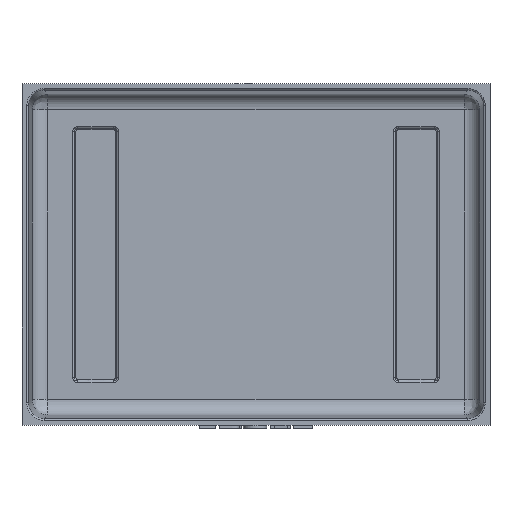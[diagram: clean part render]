
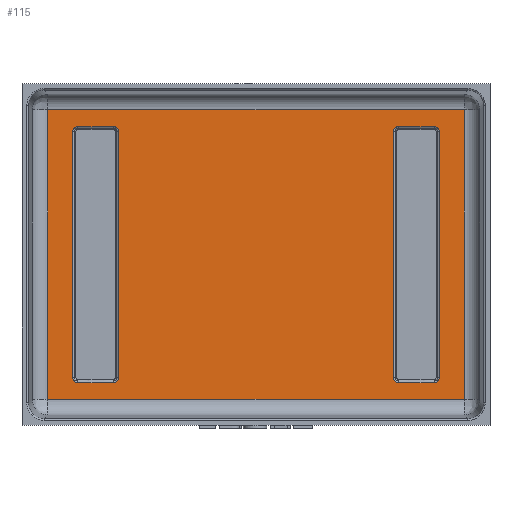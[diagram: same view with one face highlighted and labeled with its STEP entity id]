
A CAD part, top view. The second image highlights one B-rep face of the part: STEP entity #115.
In plain terms, the highlighted planar face has unit normal (0, 0, 1).
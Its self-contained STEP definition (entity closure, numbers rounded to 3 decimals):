
#115 = ADVANCED_FACE( '', ( #306, #307, #308 ), #309, .F. );
#306 = FACE_OUTER_BOUND( '', #1308, .T. );
#307 = FACE_BOUND( '', #1309, .T. );
#308 = FACE_BOUND( '', #1310, .T. );
#309 = PLANE( '', #1311 );
#1308 = EDGE_LOOP( '', ( #1998, #1999, #2000, #2001 ) );
#1309 = EDGE_LOOP( '', ( #2002, #2003, #2004, #2005, #2006, #2007, #2008, #2009 ) );
#1310 = EDGE_LOOP( '', ( #2010, #2011, #2012, #2013, #2014, #2015, #2016, #2017 ) );
#1311 = AXIS2_PLACEMENT_3D( '', #2018, #2019, #2020 );
#1998 = ORIENTED_EDGE( '', *, *, #2525, .F. );
#1999 = ORIENTED_EDGE( '', *, *, #2526, .F. );
#2000 = ORIENTED_EDGE( '', *, *, #2527, .F. );
#2001 = ORIENTED_EDGE( '', *, *, #2528, .F. );
#2002 = ORIENTED_EDGE( '', *, *, #2524, .F. );
#2003 = ORIENTED_EDGE( '', *, *, #2522, .F. );
#2004 = ORIENTED_EDGE( '', *, *, #2520, .F. );
#2005 = ORIENTED_EDGE( '', *, *, #2518, .F. );
#2006 = ORIENTED_EDGE( '', *, *, #2516, .F. );
#2007 = ORIENTED_EDGE( '', *, *, #2514, .F. );
#2008 = ORIENTED_EDGE( '', *, *, #2512, .F. );
#2009 = ORIENTED_EDGE( '', *, *, #2510, .F. );
#2010 = ORIENTED_EDGE( '', *, *, #2508, .F. );
#2011 = ORIENTED_EDGE( '', *, *, #2506, .F. );
#2012 = ORIENTED_EDGE( '', *, *, #2504, .F. );
#2013 = ORIENTED_EDGE( '', *, *, #2435, .F. );
#2014 = ORIENTED_EDGE( '', *, *, #2433, .F. );
#2015 = ORIENTED_EDGE( '', *, *, #2445, .F. );
#2016 = ORIENTED_EDGE( '', *, *, #2443, .F. );
#2017 = ORIENTED_EDGE( '', *, *, #2503, .F. );
#2018 = CARTESIAN_POINT( '', ( 210.046, -146.546, -92.971 ) );
#2019 = DIRECTION( '', ( 0., 0., -1. ) );
#2020 = DIRECTION( '', ( -1., 0., 0. ) );
#2433 = EDGE_CURVE( '', #2781, #2783, #2784, .T. );
#2435 = EDGE_CURVE( '', #2783, #2786, #2787, .T. );
#2443 = EDGE_CURVE( '', #2797, #2799, #2800, .T. );
#2445 = EDGE_CURVE( '', #2799, #2781, #2802, .T. );
#2503 = EDGE_CURVE( '', #2890, #2797, #2892, .T. );
#2504 = EDGE_CURVE( '', #2786, #2893, #2894, .T. );
#2506 = EDGE_CURVE( '', #2893, #2896, #2897, .T. );
#2508 = EDGE_CURVE( '', #2896, #2890, #2899, .T. );
#2510 = EDGE_CURVE( '', #2900, #2902, #2903, .T. );
#2512 = EDGE_CURVE( '', #2902, #2905, #2906, .T. );
#2514 = EDGE_CURVE( '', #2905, #2908, #2909, .T. );
#2516 = EDGE_CURVE( '', #2908, #2911, #2912, .T. );
#2518 = EDGE_CURVE( '', #2911, #2914, #2915, .T. );
#2520 = EDGE_CURVE( '', #2914, #2917, #2918, .T. );
#2522 = EDGE_CURVE( '', #2917, #2920, #2921, .T. );
#2524 = EDGE_CURVE( '', #2920, #2900, #2923, .T. );
#2525 = EDGE_CURVE( '', #2924, #2925, #2926, .T. );
#2526 = EDGE_CURVE( '', #2927, #2924, #2928, .T. );
#2527 = EDGE_CURVE( '', #2929, #2927, #2930, .T. );
#2528 = EDGE_CURVE( '', #2925, #2929, #2931, .T. );
#2781 = VERTEX_POINT( '', #3659 );
#2783 = VERTEX_POINT( '', #3661 );
#2784 = CIRCLE( '', #3662, 4.763 );
#2786 = VERTEX_POINT( '', #3664 );
#2787 = LINE( '', #3665, #3666 );
#2797 = VERTEX_POINT( '', #3683 );
#2799 = VERTEX_POINT( '', #3685 );
#2800 = CIRCLE( '', #3686, 4.763 );
#2802 = LINE( '', #3688, #3689 );
#2890 = VERTEX_POINT( '', #3943 );
#2892 = LINE( '', #3945, #3946 );
#2893 = VERTEX_POINT( '', #3947 );
#2894 = CIRCLE( '', #3948, 4.762 );
#2896 = VERTEX_POINT( '', #3950 );
#2897 = LINE( '', #3951, #3952 );
#2899 = CIRCLE( '', #3954, 4.763 );
#2900 = VERTEX_POINT( '', #3955 );
#2902 = VERTEX_POINT( '', #3957 );
#2903 = LINE( '', #3958, #3959 );
#2905 = VERTEX_POINT( '', #3961 );
#2906 = CIRCLE( '', #3962, 4.762 );
#2908 = VERTEX_POINT( '', #3964 );
#2909 = LINE( '', #3965, #3966 );
#2911 = VERTEX_POINT( '', #3968 );
#2912 = CIRCLE( '', #3969, 4.763 );
#2914 = VERTEX_POINT( '', #3971 );
#2915 = LINE( '', #3972, #3973 );
#2917 = VERTEX_POINT( '', #3975 );
#2918 = CIRCLE( '', #3976, 4.763 );
#2920 = VERTEX_POINT( '', #3978 );
#2921 = LINE( '', #3979, #3980 );
#2923 = CIRCLE( '', #3982, 4.763 );
#2924 = VERTEX_POINT( '', #3983 );
#2925 = VERTEX_POINT( '', #3984 );
#2926 = LINE( '', #3985, #3986 );
#2927 = VERTEX_POINT( '', #3987 );
#2928 = LINE( '', #3988, #3989 );
#2929 = VERTEX_POINT( '', #3990 );
#2930 = LINE( '', #3991, #3992 );
#2931 = LINE( '', #3993, #3994 );
#3659 = CARTESIAN_POINT( '', ( 179.07, -128.587, -92.971 ) );
#3661 = CARTESIAN_POINT( '', ( 183.833, -123.825, -92.971 ) );
#3662 = AXIS2_PLACEMENT_3D( '', #4163, #4164, #4165 );
#3664 = CARTESIAN_POINT( '', ( 183.833, 123.825, -92.971 ) );
#3665 = CARTESIAN_POINT( '', ( 183.833, -123.825, -92.971 ) );
#3666 = VECTOR( '', #4169, 1000. );
#3683 = CARTESIAN_POINT( '', ( 138.24, -123.825, -92.971 ) );
#3685 = CARTESIAN_POINT( '', ( 143.002, -128.587, -92.971 ) );
#3686 = AXIS2_PLACEMENT_3D( '', #4186, #4187, #4188 );
#3688 = CARTESIAN_POINT( '', ( 143.002, -128.587, -92.971 ) );
#3689 = VECTOR( '', #4192, 1000. );
#3943 = CARTESIAN_POINT( '', ( 138.24, 123.825, -92.971 ) );
#3945 = CARTESIAN_POINT( '', ( 138.24, 123.825, -92.971 ) );
#3946 = VECTOR( '', #4269, 1000. );
#3947 = CARTESIAN_POINT( '', ( 179.07, 128.588, -92.971 ) );
#3948 = AXIS2_PLACEMENT_3D( '', #4270, #4271, #4272 );
#3950 = CARTESIAN_POINT( '', ( 143.002, 128.588, -92.971 ) );
#3951 = CARTESIAN_POINT( '', ( 179.07, 128.588, -92.971 ) );
#3952 = VECTOR( '', #4276, 1000. );
#3954 = AXIS2_PLACEMENT_3D( '', #4280, #4281, #4282 );
#3955 = CARTESIAN_POINT( '', ( -138.239, -123.825, -92.971 ) );
#3957 = CARTESIAN_POINT( '', ( -138.239, 123.825, -92.971 ) );
#3958 = CARTESIAN_POINT( '', ( -138.239, -123.825, -92.971 ) );
#3959 = VECTOR( '', #4286, 1000. );
#3961 = CARTESIAN_POINT( '', ( -143.002, 128.588, -92.971 ) );
#3962 = AXIS2_PLACEMENT_3D( '', #4290, #4291, #4292 );
#3964 = CARTESIAN_POINT( '', ( -179.07, 128.588, -92.971 ) );
#3965 = CARTESIAN_POINT( '', ( -143.002, 128.588, -92.971 ) );
#3966 = VECTOR( '', #4296, 1000. );
#3968 = CARTESIAN_POINT( '', ( -183.832, 123.825, -92.971 ) );
#3969 = AXIS2_PLACEMENT_3D( '', #4300, #4301, #4302 );
#3971 = CARTESIAN_POINT( '', ( -183.832, -123.825, -92.971 ) );
#3972 = CARTESIAN_POINT( '', ( -183.832, 123.825, -92.971 ) );
#3973 = VECTOR( '', #4306, 1000. );
#3975 = CARTESIAN_POINT( '', ( -179.07, -128.587, -92.971 ) );
#3976 = AXIS2_PLACEMENT_3D( '', #4310, #4311, #4312 );
#3978 = CARTESIAN_POINT( '', ( -143.002, -128.587, -92.971 ) );
#3979 = CARTESIAN_POINT( '', ( -179.07, -128.587, -92.971 ) );
#3980 = VECTOR( '', #4316, 1000. );
#3982 = AXIS2_PLACEMENT_3D( '', #4320, #4321, #4322 );
#3983 = CARTESIAN_POINT( '', ( 208.946, 145.446, -92.971 ) );
#3984 = CARTESIAN_POINT( '', ( 208.946, -145.446, -92.971 ) );
#3985 = CARTESIAN_POINT( '', ( 208.946, 145.446, -92.971 ) );
#3986 = VECTOR( '', #4323, 1000. );
#3987 = CARTESIAN_POINT( '', ( -208.946, 145.446, -92.971 ) );
#3988 = CARTESIAN_POINT( '', ( -208.946, 145.446, -92.971 ) );
#3989 = VECTOR( '', #4324, 1000. );
#3990 = CARTESIAN_POINT( '', ( -208.946, -145.446, -92.971 ) );
#3991 = CARTESIAN_POINT( '', ( -208.946, -145.446, -92.971 ) );
#3992 = VECTOR( '', #4325, 1000. );
#3993 = CARTESIAN_POINT( '', ( 208.946, -145.446, -92.971 ) );
#3994 = VECTOR( '', #4326, 1000. );
#4163 = CARTESIAN_POINT( '', ( 179.07, -123.825, -92.971 ) );
#4164 = DIRECTION( '', ( 0., 0., 1. ) );
#4165 = DIRECTION( '', ( 0., -1., 0. ) );
#4169 = DIRECTION( '', ( 0., 1., 0. ) );
#4186 = CARTESIAN_POINT( '', ( 143.002, -123.825, -92.971 ) );
#4187 = DIRECTION( '', ( 0., 0., 1. ) );
#4188 = DIRECTION( '', ( -1., 0., 0. ) );
#4192 = DIRECTION( '', ( 1., 0., 0. ) );
#4269 = DIRECTION( '', ( 0., -1., 0. ) );
#4270 = CARTESIAN_POINT( '', ( 179.07, 123.825, -92.971 ) );
#4271 = DIRECTION( '', ( 0., 0., 1. ) );
#4272 = DIRECTION( '', ( 1., 0., 0. ) );
#4276 = DIRECTION( '', ( -1., 0., 0. ) );
#4280 = CARTESIAN_POINT( '', ( 143.002, 123.825, -92.971 ) );
#4281 = DIRECTION( '', ( 0., 0., 1. ) );
#4282 = DIRECTION( '', ( 0., 1., 0. ) );
#4286 = DIRECTION( '', ( 0., 1., 0. ) );
#4290 = CARTESIAN_POINT( '', ( -143.002, 123.825, -92.971 ) );
#4291 = DIRECTION( '', ( 0., 0., 1. ) );
#4292 = DIRECTION( '', ( 1., 0., 0. ) );
#4296 = DIRECTION( '', ( -1., 0., 0. ) );
#4300 = CARTESIAN_POINT( '', ( -179.07, 123.825, -92.971 ) );
#4301 = DIRECTION( '', ( 0., 0., 1. ) );
#4302 = DIRECTION( '', ( 0., 1., 0. ) );
#4306 = DIRECTION( '', ( 0., -1., 0. ) );
#4310 = CARTESIAN_POINT( '', ( -179.07, -123.825, -92.971 ) );
#4311 = DIRECTION( '', ( 0., 0., 1. ) );
#4312 = DIRECTION( '', ( -1., 0., 0. ) );
#4316 = DIRECTION( '', ( 1., 0., 0. ) );
#4320 = CARTESIAN_POINT( '', ( -143.002, -123.825, -92.971 ) );
#4321 = DIRECTION( '', ( 0., 0., 1. ) );
#4322 = DIRECTION( '', ( 0., -1., 0. ) );
#4323 = DIRECTION( '', ( 0., -1., 0. ) );
#4324 = DIRECTION( '', ( 1., 0., 0. ) );
#4325 = DIRECTION( '', ( 0., 1., 0. ) );
#4326 = DIRECTION( '', ( -1., 0., 0. ) );
